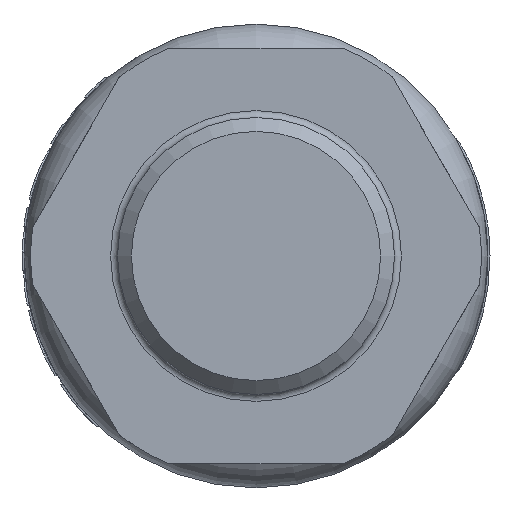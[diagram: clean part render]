
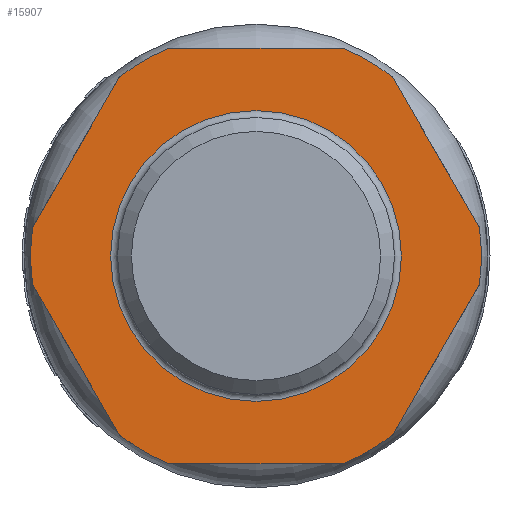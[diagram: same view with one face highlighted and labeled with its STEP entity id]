
A CAD part, left-side view. The second image highlights one B-rep face of the part: STEP entity #15907.
In plain terms, the highlighted planar face has unit normal (-1, 0, 0).
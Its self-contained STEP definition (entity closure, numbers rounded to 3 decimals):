
#928=FACE_BOUND('',#3990,.T.);
#1592=CIRCLE('',#17539,16.265);
#1593=CIRCLE('',#17542,16.265);
#1594=CIRCLE('',#17545,16.265);
#1595=CIRCLE('',#17548,16.265);
#1596=CIRCLE('',#17553,16.265);
#1597=CIRCLE('',#17555,16.265);
#1598=CIRCLE('',#17556,10.5);
#3011=FACE_OUTER_BOUND('',#3989,.T.);
#3989=EDGE_LOOP('',(#13512,#13513,#13514,#13515,#13516,#13517,#13518,#13519,
#13520,#13521,#13522,#13523));
#3990=EDGE_LOOP('',(#13524));
#4790=LINE('',#30889,#5516);
#4793=LINE('',#30897,#5519);
#4796=LINE('',#30905,#5522);
#4799=LINE('',#30914,#5525);
#4801=LINE('',#30918,#5527);
#4804=LINE('',#30923,#5530);
#5516=VECTOR('',#21420,10.);
#5519=VECTOR('',#21429,10.);
#5522=VECTOR('',#21438,10.);
#5525=VECTOR('',#21447,10.);
#5527=VECTOR('',#21451,10.);
#5530=VECTOR('',#21456,10.);
#6950=VERTEX_POINT('',#30881);
#6951=VERTEX_POINT('',#30883);
#6952=VERTEX_POINT('',#30887);
#6953=VERTEX_POINT('',#30891);
#6954=VERTEX_POINT('',#30895);
#6955=VERTEX_POINT('',#30899);
#6956=VERTEX_POINT('',#30903);
#6957=VERTEX_POINT('',#30907);
#6958=VERTEX_POINT('',#30911);
#6959=VERTEX_POINT('',#30913);
#6960=VERTEX_POINT('',#30917);
#6961=VERTEX_POINT('',#30921);
#6962=VERTEX_POINT('',#30928);
#9156=EDGE_CURVE('',#6950,#6951,#1592,.T.);
#9159=EDGE_CURVE('',#6950,#6952,#4790,.T.);
#9161=EDGE_CURVE('',#6953,#6952,#1593,.T.);
#9163=EDGE_CURVE('',#6953,#6954,#4793,.T.);
#9165=EDGE_CURVE('',#6955,#6954,#1594,.T.);
#9167=EDGE_CURVE('',#6955,#6956,#4796,.T.);
#9169=EDGE_CURVE('',#6957,#6956,#1595,.T.);
#9171=EDGE_CURVE('',#6959,#6958,#4799,.T.);
#9173=EDGE_CURVE('',#6960,#6951,#4801,.T.);
#9176=EDGE_CURVE('',#6957,#6961,#4804,.T.);
#9177=EDGE_CURVE('',#6959,#6961,#1596,.T.);
#9178=EDGE_CURVE('',#6960,#6958,#1597,.T.);
#9179=EDGE_CURVE('',#6962,#6962,#1598,.T.);
#13512=ORIENTED_EDGE('',*,*,#9171,.T.);
#13513=ORIENTED_EDGE('',*,*,#9178,.F.);
#13514=ORIENTED_EDGE('',*,*,#9173,.T.);
#13515=ORIENTED_EDGE('',*,*,#9156,.F.);
#13516=ORIENTED_EDGE('',*,*,#9159,.T.);
#13517=ORIENTED_EDGE('',*,*,#9161,.F.);
#13518=ORIENTED_EDGE('',*,*,#9163,.T.);
#13519=ORIENTED_EDGE('',*,*,#9165,.F.);
#13520=ORIENTED_EDGE('',*,*,#9167,.T.);
#13521=ORIENTED_EDGE('',*,*,#9169,.F.);
#13522=ORIENTED_EDGE('',*,*,#9176,.T.);
#13523=ORIENTED_EDGE('',*,*,#9177,.F.);
#13524=ORIENTED_EDGE('',*,*,#9179,.T.);
#14191=PLANE('',#17554);
#15907=ADVANCED_FACE('',(#3011,#928),#14191,.T.);
#17539=AXIS2_PLACEMENT_3D('',#30884,#21414,#21415);
#17542=AXIS2_PLACEMENT_3D('',#30893,#21424,#21425);
#17545=AXIS2_PLACEMENT_3D('',#30901,#21433,#21434);
#17548=AXIS2_PLACEMENT_3D('',#30909,#21442,#21443);
#17553=AXIS2_PLACEMENT_3D('',#30925,#21459,#21460);
#17554=AXIS2_PLACEMENT_3D('',#30926,#21461,#21462);
#17555=AXIS2_PLACEMENT_3D('',#30927,#21463,#21464);
#17556=AXIS2_PLACEMENT_3D('',#30929,#21465,#21466);
#21414=DIRECTION('center_axis',(1.,0.,0.));
#21415=DIRECTION('ref_axis',(0.,0.,
1.));
#21420=DIRECTION('',(0.,0.5,-0.866));
#21424=DIRECTION('center_axis',(1.,0.,0.));
#21425=DIRECTION('ref_axis',(0.,0.,
1.));
#21429=DIRECTION('',(0.,-0.5,-0.866));
#21433=DIRECTION('center_axis',(1.,0.,0.));
#21434=DIRECTION('ref_axis',(0.,0.,
1.));
#21438=DIRECTION('',(0.,-1.,0.));
#21442=DIRECTION('center_axis',(1.,0.,0.));
#21443=DIRECTION('ref_axis',(0.,0.,
1.));
#21447=DIRECTION('',(0.,0.5,0.866));
#21451=DIRECTION('',(0.,1.,0.));
#21456=DIRECTION('',(0.,-0.5,0.866));
#21459=DIRECTION('center_axis',(1.,0.,0.));
#21460=DIRECTION('ref_axis',(0.,0.,
1.));
#21461=DIRECTION('center_axis',(-1.,0.,0.));
#21462=DIRECTION('ref_axis',(0.,0.,
-1.));
#21463=DIRECTION('center_axis',(1.,0.,0.));
#21464=DIRECTION('ref_axis',(0.,0.,
1.));
#21465=DIRECTION('center_axis',(1.,0.,0.));
#21466=DIRECTION('ref_axis',(0.,0.,
1.));
#30881=CARTESIAN_POINT('',(-47.18,9.846,12.946));
#30883=CARTESIAN_POINT('',(-47.18,6.289,15.));
#30884=CARTESIAN_POINT('Origin',(-47.18,0.,
0.));
#30887=CARTESIAN_POINT('',(-47.18,16.135,2.054));
#30889=CARTESIAN_POINT('',(-47.18,9.385,13.745));
#30891=CARTESIAN_POINT('',(-47.18,16.135,-2.054));
#30893=CARTESIAN_POINT('Origin',(-47.18,0.,
0.));
#30895=CARTESIAN_POINT('',(-47.18,9.846,-12.946));
#30897=CARTESIAN_POINT('',(-47.18,12.529,-8.298));
#30899=CARTESIAN_POINT('',(-47.18,6.289,-15.));
#30901=CARTESIAN_POINT('Origin',(-47.18,0.,
0.));
#30903=CARTESIAN_POINT('',(-47.18,-6.289,-15.));
#30905=CARTESIAN_POINT('',(-47.18,-4.988,-15.));
#30907=CARTESIAN_POINT('',(-47.18,-9.846,-12.946));
#30909=CARTESIAN_POINT('Origin',(-47.18,0.,
0.));
#30911=CARTESIAN_POINT('',(-47.18,-9.846,12.946));
#30913=CARTESIAN_POINT('',(-47.18,-16.135,2.054));
#30914=CARTESIAN_POINT('',(-47.18,-16.596,1.255));
#30917=CARTESIAN_POINT('',(-47.18,-6.289,15.));
#30918=CARTESIAN_POINT('',(-47.18,-11.277,15.));
#30921=CARTESIAN_POINT('',(-47.18,-16.135,-2.054));
#30923=CARTESIAN_POINT('',(-47.18,-13.451,-6.702));
#30925=CARTESIAN_POINT('Origin',(-47.18,0.,
0.));
#30926=CARTESIAN_POINT('Origin',(-47.18,-16.265,0.));
#30927=CARTESIAN_POINT('Origin',(-47.18,0.,
0.));
#30928=CARTESIAN_POINT('',(-47.18,-10.5,0.));
#30929=CARTESIAN_POINT('Origin',(-47.18,0.,
0.));
